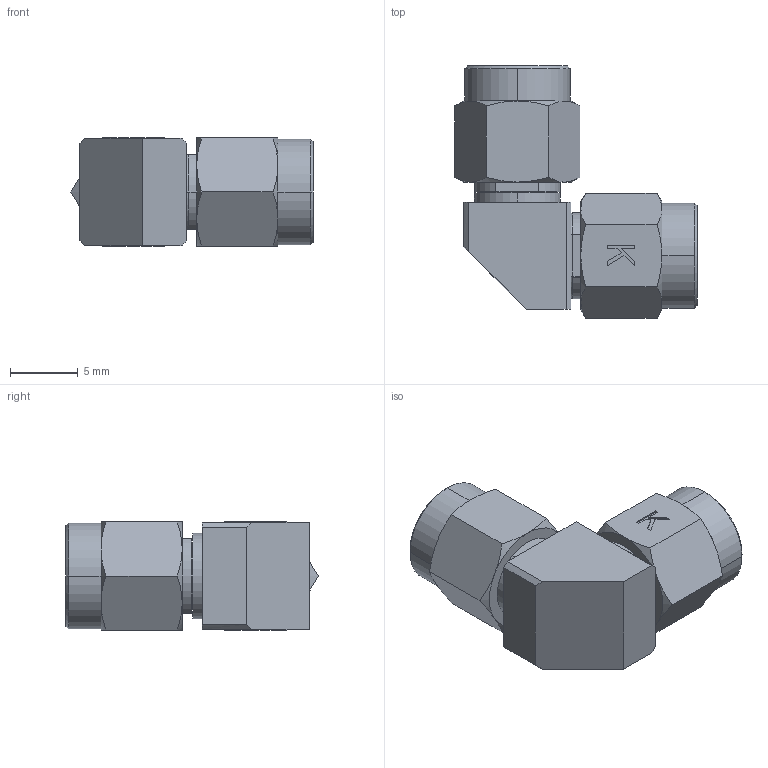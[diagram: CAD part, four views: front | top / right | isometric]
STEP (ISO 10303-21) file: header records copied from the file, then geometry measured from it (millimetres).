
FILE_DESCRIPTION (( 'STEP AP214' ), '1' );
FILE_NAME ('FMAD1562_3D.step', '2023-08-21T15:00:40', ( '' ), ( '' ), 'SwSTEP 2.0', 'SolidWorks 2022', '' );
FILE_SCHEMA (( 'AUTOMOTIVE_DESIGN' ));
Length unit declared in the file: millimetre
Products named in the file (4): FMAD1562_3D; Copy of ALS-K3K8-3-TOP^FMAD1562; Copy of ALS-A3K3-18-2--A3^FMAD1562; Copy of ALS-K3K8-2--K3^FMAD1562
Assembly tree (3 placements, depth 2):
  FMAD1562_3D
    Copy of ALS-K3K8-3-TOP^FMAD1562
    Copy of ALS-A3K3-18-2--A3^FMAD1562
    Copy of ALS-K3K8-2--K3^FMAD1562
Bounding box: 17.91 x 18.66 x 8 mm (x, y, z)
Volume: 1215 mm3; surface area: 1448.7 mm2
Topology: 3 solids, 3 shells, 197 faces, 445 edges, 270 vertices
Faces by surface type: cylinder 73, cone 63, plane 61
Entity records: 5679 total; most frequent: CARTESIAN_POINT 1068, DIRECTION 999, ORIENTED_EDGE 890, EDGE_CURVE 445, AXIS2_PLACEMENT_3D 401, VERTEX_POINT 270, EDGE_LOOP 213, CIRCLE 198
